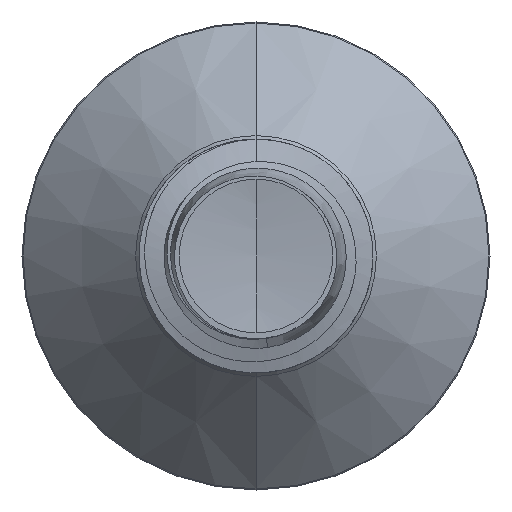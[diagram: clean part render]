
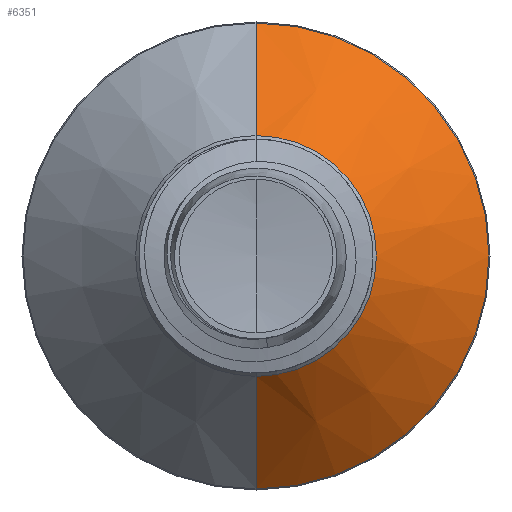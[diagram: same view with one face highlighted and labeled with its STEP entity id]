
A CAD part, front view. The second image highlights one B-rep face of the part: STEP entity #6351.
In plain terms, the highlighted conical face has half-angle 45 degrees and reference radius 3.088 mm.
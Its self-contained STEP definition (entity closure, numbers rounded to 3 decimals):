
#344 = ORIENTED_EDGE ( 'NONE', *, *, #6948, .F. ) ;
#622 = CARTESIAN_POINT ( 'NONE',  ( 0., 7.239, 0. ) ) ;
#625 = DIRECTION ( 'NONE',  ( 0., 0., 1. ) ) ;
#840 = DIRECTION ( 'NONE',  ( 0., 1., 0. ) ) ;
#906 = CONICAL_SURFACE ( 'NONE', #14767, 3.089, 0.785 ) ;
#1365 = CARTESIAN_POINT ( 'NONE',  ( 0., 7.239, 3.089 ) ) ;
#1611 = CARTESIAN_POINT ( 'NONE',  ( 0., 7.239, 0. ) ) ;
#2759 = LINE ( 'NONE', #8525, #2961 ) ;
#2961 = VECTOR ( 'NONE', #13923, 1000. ) ;
#2972 = CIRCLE ( 'NONE', #12629, 3.089 ) ;
#3058 = DIRECTION ( 'NONE',  ( 0., 0., 1. ) ) ;
#3061 = CARTESIAN_POINT ( 'NONE',  ( 0., 10.124, 5.974 ) ) ;
#5205 = VERTEX_POINT ( 'NONE', #11955 ) ;
#5451 = CARTESIAN_POINT ( 'NONE',  ( 0., 7.239, -3.089 ) ) ;
#5640 = CIRCLE ( 'NONE', #8630, 5.974 ) ;
#6053 = VERTEX_POINT ( 'NONE', #1365 ) ;
#6351 = ADVANCED_FACE ( 'NONE', ( #11616 ), #906, .T. ) ;
#6948 = EDGE_CURVE ( 'NONE', #6053, #13438, #2759, .T. ) ;
#7089 = CARTESIAN_POINT ( 'NONE',  ( 0., 10.124, 0. ) ) ;
#7300 = ORIENTED_EDGE ( 'NONE', *, *, #12074, .F. ) ;
#7553 = DIRECTION ( 'NONE',  ( 0., 0.707, -0.707 ) ) ;
#7812 = VERTEX_POINT ( 'NONE', #5451 ) ;
#8417 = DIRECTION ( 'NONE',  ( 0., 0., 1. ) ) ;
#8525 = CARTESIAN_POINT ( 'NONE',  ( 0., 7.239, 3.089 ) ) ;
#8630 = AXIS2_PLACEMENT_3D ( 'NONE', #7089, #15698, #8417 ) ;
#8889 = CARTESIAN_POINT ( 'NONE',  ( 0., 7.239, -3.089 ) ) ;
#10185 = EDGE_CURVE ( 'NONE', #7812, #5205, #13360, .T. ) ;
#11167 = DIRECTION ( 'NONE',  ( 0., 1., 0. ) ) ;
#11616 = FACE_OUTER_BOUND ( 'NONE', #13253, .T. ) ;
#11955 = CARTESIAN_POINT ( 'NONE',  ( 0., 10.124, -5.974 ) ) ;
#12074 = EDGE_CURVE ( 'NONE', #13438, #5205, #5640, .T. ) ;
#12629 = AXIS2_PLACEMENT_3D ( 'NONE', #1611, #11167, #3058 ) ;
#13198 = VECTOR ( 'NONE', #7553, 1000. ) ;
#13239 = ORIENTED_EDGE ( 'NONE', *, *, #15934, .T. ) ;
#13253 = EDGE_LOOP ( 'NONE', ( #13239, #14073, #7300, #344 ) ) ;
#13360 = LINE ( 'NONE', #8889, #13198 ) ;
#13438 = VERTEX_POINT ( 'NONE', #3061 ) ;
#13923 = DIRECTION ( 'NONE',  ( 0., 0.707, 0.707 ) ) ;
#14073 = ORIENTED_EDGE ( 'NONE', *, *, #10185, .T. ) ;
#14767 = AXIS2_PLACEMENT_3D ( 'NONE', #622, #840, #625 ) ;
#15698 = DIRECTION ( 'NONE',  ( 0., 1., 0. ) ) ;
#15934 = EDGE_CURVE ( 'NONE', #6053, #7812, #2972, .T. ) ;
